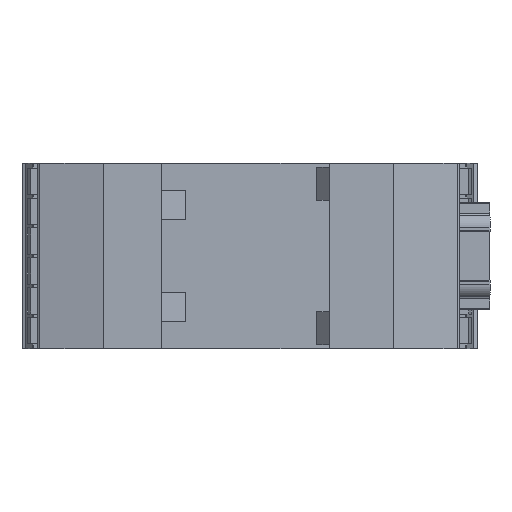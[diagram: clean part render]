
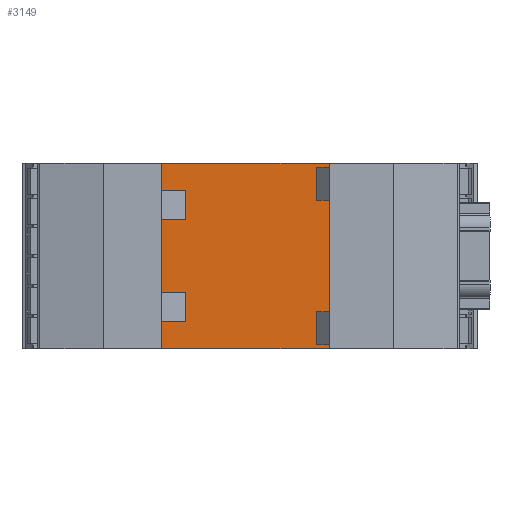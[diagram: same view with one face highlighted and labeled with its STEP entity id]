
A CAD part, left-side view. The second image highlights one B-rep face of the part: STEP entity #3149.
In plain terms, the highlighted planar face has unit normal (-1, 0, 0).
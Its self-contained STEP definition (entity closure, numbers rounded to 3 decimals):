
#3149 = ADVANCED_FACE ( 'NONE', ( #67979 ), #30615, .T. ) ;
#5657 = EDGE_CURVE ( 'NONE', #16557, #14607, #28730, .T. ) ;
#5659 = EDGE_CURVE ( 'NONE', #15546, #14618, #28736, .T. ) ;
#5660 = EDGE_CURVE ( 'NONE', #14607, #14611, #28739, .T. ) ;
#5661 = EDGE_CURVE ( 'NONE', #14611, #13675, #28742, .T. ) ;
#5662 = EDGE_CURVE ( 'NONE', #15541, #13675, #28745, .T. ) ;
#5663 = EDGE_CURVE ( 'NONE', #15597, #14616, #28748, .T. ) ;
#5664 = EDGE_CURVE ( 'NONE', #14618, #14616, #28751, .T. ) ;
#13675 = VERTEX_POINT ( 'NONE', #64109 ) ;
#14607 = VERTEX_POINT ( 'NONE', #86714 ) ;
#14611 = VERTEX_POINT ( 'NONE', #86717 ) ;
#14616 = VERTEX_POINT ( 'NONE', #86722 ) ;
#14618 = VERTEX_POINT ( 'NONE', #86724 ) ;
#15537 = VERTEX_POINT ( 'NONE', #87213 ) ;
#15541 = VERTEX_POINT ( 'NONE', #87217 ) ;
#15546 = VERTEX_POINT ( 'NONE', #87222 ) ;
#15573 = VERTEX_POINT ( 'NONE', #87249 ) ;
#15597 = VERTEX_POINT ( 'NONE', #87273 ) ;
#15599 = VERTEX_POINT ( 'NONE', #87275 ) ;
#16557 = VERTEX_POINT ( 'NONE', #87358 ) ;
#17033 = EDGE_CURVE ( 'NONE', #15599, #16557, #87996, .T. ) ;
#17060 = EDGE_CURVE ( 'NONE', #15537, #15573, #88077, .T. ) ;
#17404 = EDGE_CURVE ( 'NONE', #15599, #15537, #17870, .T. ) ;
#17410 = EDGE_CURVE ( 'NONE', #15541, #15597, #17902, .T. ) ;
#17415 = EDGE_CURVE ( 'NONE', #15546, #15573, #17929, .T. ) ;
#17870 = LINE ( 'NONE', #17872, #91206 ) ;
#17872 = CARTESIAN_POINT ( 'NONE',  ( -41.89, 16.653, -5.07 ) ) ;
#17874 = DIRECTION ( 'NONE',  ( 0., 0., 1. ) ) ;
#17902 = LINE ( 'NONE', #17904, #91212 ) ;
#17904 = CARTESIAN_POINT ( 'NONE',  ( -41.89, -23.847, -5.07 ) ) ;
#17906 = DIRECTION ( 'NONE',  ( 0., 0., 1. ) ) ;
#17929 = LINE ( 'NONE', #17931, #91217 ) ;
#17931 = CARTESIAN_POINT ( 'NONE',  ( -41.89, -23.847, -5.07 ) ) ;
#17933 = DIRECTION ( 'NONE',  ( 0., 0., 1. ) ) ;
#21177 = ORIENTED_EDGE ( 'NONE', *, *, #17060, .F. ) ;
#21179 = ORIENTED_EDGE ( 'NONE', *, *, #5659, .F. ) ;
#21180 = ORIENTED_EDGE ( 'NONE', *, *, #17404, .F. ) ;
#21181 = ORIENTED_EDGE ( 'NONE', *, *, #17415, .T. ) ;
#21182 = ORIENTED_EDGE ( 'NONE', *, *, #17033, .T. ) ;
#21183 = ORIENTED_EDGE ( 'NONE', *, *, #5657, .T. ) ;
#21184 = ORIENTED_EDGE ( 'NONE', *, *, #5660, .T. ) ;
#21185 = ORIENTED_EDGE ( 'NONE', *, *, #5662, .F. ) ;
#21186 = ORIENTED_EDGE ( 'NONE', *, *, #5661, .T. ) ;
#21187 = ORIENTED_EDGE ( 'NONE', *, *, #17410, .T. ) ;
#21188 = ORIENTED_EDGE ( 'NONE', *, *, #5663, .T. ) ;
#21190 = ORIENTED_EDGE ( 'NONE', *, *, #5664, .F. ) ;
#22937 = EDGE_LOOP ( 'NONE', ( #21179, #21181, #21177, #21180, #21182, #21183, #21184, #21186, #21185, #21187, #21188, #21190 ) ) ;
#28156 = VECTOR ( 'NONE', #28732, 1000. ) ;
#28158 = VECTOR ( 'NONE', #28738, 1000. ) ;
#28159 = VECTOR ( 'NONE', #28741, 1000. ) ;
#28160 = VECTOR ( 'NONE', #28744, 1000. ) ;
#28161 = VECTOR ( 'NONE', #28747, 1000. ) ;
#28162 = VECTOR ( 'NONE', #28750, 1000. ) ;
#28163 = VECTOR ( 'NONE', #28753, 1000. ) ;
#28730 = LINE ( 'NONE', #28731, #28156 ) ;
#28731 = CARTESIAN_POINT ( 'NONE',  ( -41.89, -23.847, -5.07 ) ) ;
#28732 = DIRECTION ( 'NONE',  ( 0., 0., 1. ) ) ;
#28736 = LINE ( 'NONE', #28737, #28158 ) ;
#28737 = CARTESIAN_POINT ( 'NONE',  ( -41.89, -23.847, 38.73 ) ) ;
#28738 = DIRECTION ( 'NONE',  ( 0., 1., 0. ) ) ;
#28739 = LINE ( 'NONE', #28740, #28159 ) ;
#28740 = CARTESIAN_POINT ( 'NONE',  ( -41.89, -23.847, -4.07 ) ) ;
#28741 = DIRECTION ( 'NONE',  ( 0., 1., 0. ) ) ;
#28742 = LINE ( 'NONE', #28743, #28160 ) ;
#28743 = CARTESIAN_POINT ( 'NONE',  ( -41.89, -21.847, -4.07 ) ) ;
#28744 = DIRECTION ( 'NONE',  ( 0., 0., 1. ) ) ;
#28745 = LINE ( 'NONE', #28746, #28161 ) ;
#28746 = CARTESIAN_POINT ( 'NONE',  ( -41.89, -23.847, 3.93 ) ) ;
#28747 = DIRECTION ( 'NONE',  ( 0., 1., 0. ) ) ;
#28748 = LINE ( 'NONE', #28749, #28162 ) ;
#28749 = CARTESIAN_POINT ( 'NONE',  ( -41.89, -23.847, 30.73 ) ) ;
#28750 = DIRECTION ( 'NONE',  ( 0., 1., 0. ) ) ;
#28751 = LINE ( 'NONE', #28752, #28163 ) ;
#28752 = CARTESIAN_POINT ( 'NONE',  ( -41.89, -21.847, 38.73 ) ) ;
#28753 = DIRECTION ( 'NONE',  ( 0., 0., -1. ) ) ;
#30615 = PLANE ( 'NONE',  #67835 ) ;
#30616 = CARTESIAN_POINT ( 'NONE',  ( -41.89, -23.847, -5.07 ) ) ;
#30617 = DIRECTION ( 'NONE',  ( -1., 0., 0. ) ) ;
#30618 = DIRECTION ( 'NONE',  ( 0., 0., 1. ) ) ;
#64109 = CARTESIAN_POINT ( 'NONE',  ( -41.89, -21.847, 3.93 ) ) ;
#67835 = AXIS2_PLACEMENT_3D ( 'NONE', #30616, #30617, #30618 ) ;
#67979 = FACE_OUTER_BOUND ( 'NONE', #22937, .T. ) ;
#81403 = VECTOR ( 'NONE', #87998, 1000. ) ;
#81428 = VECTOR ( 'NONE', #88079, 1000. ) ;
#86714 = CARTESIAN_POINT ( 'NONE',  ( -41.89, -23.847, -4.07 ) ) ;
#86717 = CARTESIAN_POINT ( 'NONE',  ( -41.89, -21.847, -4.07 ) ) ;
#86722 = CARTESIAN_POINT ( 'NONE',  ( -41.89, -21.847, 30.73 ) ) ;
#86724 = CARTESIAN_POINT ( 'NONE',  ( -41.89, -21.847, 38.73 ) ) ;
#87213 = CARTESIAN_POINT ( 'NONE',  ( -41.89, 16.653, 39.73 ) ) ;
#87217 = CARTESIAN_POINT ( 'NONE',  ( -41.89, -23.847, 3.93 ) ) ;
#87222 = CARTESIAN_POINT ( 'NONE',  ( -41.89, -23.847, 38.73 ) ) ;
#87249 = CARTESIAN_POINT ( 'NONE',  ( -41.89, -23.847, 39.73 ) ) ;
#87273 = CARTESIAN_POINT ( 'NONE',  ( -41.89, -23.847, 30.73 ) ) ;
#87275 = CARTESIAN_POINT ( 'NONE',  ( -41.89, 16.653, -5.07 ) ) ;
#87358 = CARTESIAN_POINT ( 'NONE',  ( -41.89, -23.847, -5.07 ) ) ;
#87996 = LINE ( 'NONE', #87997, #81403 ) ;
#87997 = CARTESIAN_POINT ( 'NONE',  ( -41.89, -23.847, -5.07 ) ) ;
#87998 = DIRECTION ( 'NONE',  ( 0., -1., 0. ) ) ;
#88077 = LINE ( 'NONE', #88078, #81428 ) ;
#88078 = CARTESIAN_POINT ( 'NONE',  ( -41.89, -23.847, 39.73 ) ) ;
#88079 = DIRECTION ( 'NONE',  ( 0., -1., 0. ) ) ;
#91206 = VECTOR ( 'NONE', #17874, 1000. ) ;
#91212 = VECTOR ( 'NONE', #17906, 1000. ) ;
#91217 = VECTOR ( 'NONE', #17933, 1000. ) ;
